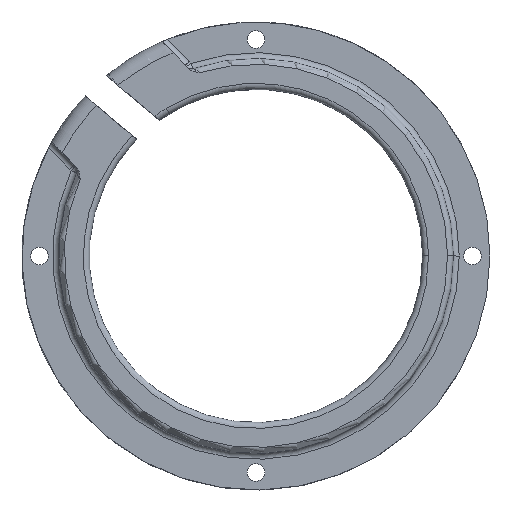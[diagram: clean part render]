
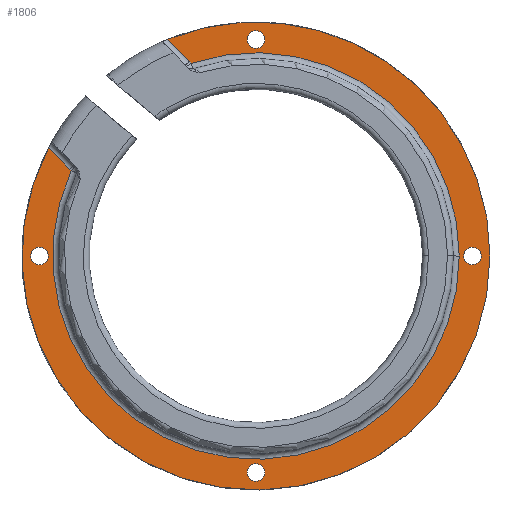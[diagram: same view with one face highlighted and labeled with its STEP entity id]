
A CAD part, top view. The second image highlights one B-rep face of the part: STEP entity #1806.
In plain terms, the highlighted planar face has unit normal (0, 0, 1).
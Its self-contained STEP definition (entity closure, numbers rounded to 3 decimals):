
#1180 = VERTEX_POINT('',#1181);
#1181 = CARTESIAN_POINT('',(-70.842,37.168,0.));
#1200 = EDGE_CURVE('',#1201,#1180,#1203,.T.);
#1201 = VERTEX_POINT('',#1202);
#1202 = CARTESIAN_POINT('',(80.,0.,0.));
#1203 = CIRCLE('',#1204,80.);
#1204 = AXIS2_PLACEMENT_3D('',#1205,#1206,#1207);
#1205 = CARTESIAN_POINT('',(0.,0.,0.));
#1206 = DIRECTION('',(0.,0.,-1.));
#1207 = DIRECTION('',(1.,0.,0.));
#1209 = EDGE_CURVE('',#1210,#1201,#1212,.T.);
#1210 = VERTEX_POINT('',#1211);
#1211 = CARTESIAN_POINT('',(-30.077,74.131,0.));
#1212 = CIRCLE('',#1213,80.);
#1213 = AXIS2_PLACEMENT_3D('',#1214,#1215,#1216);
#1214 = CARTESIAN_POINT('',(0.,0.,0.));
#1215 = DIRECTION('',(0.,0.,-1.));
#1216 = DIRECTION('',(1.,0.,0.));
#1336 = VERTEX_POINT('',#1337);
#1337 = CARTESIAN_POINT('',(-22.116,65.887,0.));
#1404 = EDGE_CURVE('',#1336,#1405,#1407,.T.);
#1405 = VERTEX_POINT('',#1406);
#1406 = CARTESIAN_POINT('',(-22.751,66.544,0.));
#1407 = ( BOUNDED_CURVE() B_SPLINE_CURVE(5,(#1408,#1409,#1410,#1411,
#1412,#1413),.UNSPECIFIED.,.F.,.F.) B_SPLINE_CURVE_WITH_KNOTS((6,6),(
31.729,32.595),.PIECEWISE_BEZIER_KNOTS.) CURVE() 
GEOMETRIC_REPRESENTATION_ITEM() RATIONAL_B_SPLINE_CURVE((1.,1.,1.,1.,1.,
1.)) REPRESENTATION_ITEM('') );
#1408 = CARTESIAN_POINT('',(-22.116,65.887,0.));
#1409 = CARTESIAN_POINT('',(-22.256,66.031,0.));
#1410 = CARTESIAN_POINT('',(-22.385,66.165,0.));
#1411 = CARTESIAN_POINT('',(-22.508,66.293,0.));
#1412 = CARTESIAN_POINT('',(-22.63,66.418,0.));
#1413 = CARTESIAN_POINT('',(-22.751,66.544,0.));
#1445 = EDGE_CURVE('',#1405,#1210,#1446,.T.);
#1446 = LINE('',#1447,#1448);
#1447 = CARTESIAN_POINT('',(-22.751,66.544,0.));
#1448 = VECTOR('',#1449,1.);
#1449 = DIRECTION('',(-0.695,0.719,0.));
#1652 = VERTEX_POINT('',#1653);
#1653 = CARTESIAN_POINT('',(-63.608,29.678,0.));
#1659 = EDGE_CURVE('',#1652,#1180,#1660,.T.);
#1660 = LINE('',#1661,#1662);
#1661 = CARTESIAN_POINT('',(-63.608,29.678,0.));
#1662 = VECTOR('',#1663,1.);
#1663 = DIRECTION('',(-0.695,0.719,0.));
#1677 = VERTEX_POINT('',#1678);
#1678 = CARTESIAN_POINT('',(-63.094,29.145,0.));
#1749 = EDGE_CURVE('',#1677,#1652,#1750,.T.);
#1750 = ( BOUNDED_CURVE() B_SPLINE_CURVE(5,(#1751,#1752,#1753,#1754,
#1755,#1756),.UNSPECIFIED.,.F.,.F.) B_SPLINE_CURVE_WITH_KNOTS((6,6),(
31.776,32.488),.PIECEWISE_BEZIER_KNOTS.) CURVE() 
GEOMETRIC_REPRESENTATION_ITEM() RATIONAL_B_SPLINE_CURVE((1.,1.,1.,1.,1.,
1.)) REPRESENTATION_ITEM('') );
#1751 = CARTESIAN_POINT('',(-63.094,29.145,0.));
#1752 = CARTESIAN_POINT('',(-63.204,29.259,0.));
#1753 = CARTESIAN_POINT('',(-63.308,29.367,0.));
#1754 = CARTESIAN_POINT('',(-63.41,29.472,0.));
#1755 = CARTESIAN_POINT('',(-63.509,29.575,0.));
#1756 = CARTESIAN_POINT('',(-63.608,29.678,0.));
#1806 = ADVANCED_FACE('',(#1807,#1831,#1842,#1853,#1864),#1875,.T.);
#1807 = FACE_BOUND('',#1808,.T.);
#1808 = EDGE_LOOP('',(#1809,#1818,#1825,#1826,#1827,#1828,#1829,#1830));
#1809 = ORIENTED_EDGE('',*,*,#1810,.F.);
#1810 = EDGE_CURVE('',#1811,#1336,#1813,.T.);
#1811 = VERTEX_POINT('',#1812);
#1812 = CARTESIAN_POINT('',(69.5,0.,0.));
#1813 = CIRCLE('',#1814,69.5);
#1814 = AXIS2_PLACEMENT_3D('',#1815,#1816,#1817);
#1815 = CARTESIAN_POINT('',(0.,0.,0.));
#1816 = DIRECTION('',(0.,0.,1.));
#1817 = DIRECTION('',(1.,0.,0.));
#1818 = ORIENTED_EDGE('',*,*,#1819,.F.);
#1819 = EDGE_CURVE('',#1677,#1811,#1820,.T.);
#1820 = CIRCLE('',#1821,69.5);
#1821 = AXIS2_PLACEMENT_3D('',#1822,#1823,#1824);
#1822 = CARTESIAN_POINT('',(0.,0.,0.));
#1823 = DIRECTION('',(0.,0.,1.));
#1824 = DIRECTION('',(-0.899,0.438,0.));
#1825 = ORIENTED_EDGE('',*,*,#1749,.T.);
#1826 = ORIENTED_EDGE('',*,*,#1659,.T.);
#1827 = ORIENTED_EDGE('',*,*,#1200,.F.);
#1828 = ORIENTED_EDGE('',*,*,#1209,.F.);
#1829 = ORIENTED_EDGE('',*,*,#1445,.F.);
#1830 = ORIENTED_EDGE('',*,*,#1404,.F.);
#1831 = FACE_BOUND('',#1832,.T.);
#1832 = EDGE_LOOP('',(#1833));
#1833 = ORIENTED_EDGE('',*,*,#1834,.F.);
#1834 = EDGE_CURVE('',#1835,#1835,#1837,.T.);
#1835 = VERTEX_POINT('',#1836);
#1836 = CARTESIAN_POINT('',(3.,-74.,0.));
#1837 = CIRCLE('',#1838,3.);
#1838 = AXIS2_PLACEMENT_3D('',#1839,#1840,#1841);
#1839 = CARTESIAN_POINT('',(0.,-74.,0.));
#1840 = DIRECTION('',(0.,0.,1.));
#1841 = DIRECTION('',(1.,0.,0.));
#1842 = FACE_BOUND('',#1843,.T.);
#1843 = EDGE_LOOP('',(#1844));
#1844 = ORIENTED_EDGE('',*,*,#1845,.F.);
#1845 = EDGE_CURVE('',#1846,#1846,#1848,.T.);
#1846 = VERTEX_POINT('',#1847);
#1847 = CARTESIAN_POINT('',(-71.,0.,0.));
#1848 = CIRCLE('',#1849,3.);
#1849 = AXIS2_PLACEMENT_3D('',#1850,#1851,#1852);
#1850 = CARTESIAN_POINT('',(-74.,0.,0.));
#1851 = DIRECTION('',(0.,0.,1.));
#1852 = DIRECTION('',(1.,0.,0.));
#1853 = FACE_BOUND('',#1854,.T.);
#1854 = EDGE_LOOP('',(#1855));
#1855 = ORIENTED_EDGE('',*,*,#1856,.F.);
#1856 = EDGE_CURVE('',#1857,#1857,#1859,.T.);
#1857 = VERTEX_POINT('',#1858);
#1858 = CARTESIAN_POINT('',(77.,0.,0.));
#1859 = CIRCLE('',#1860,3.);
#1860 = AXIS2_PLACEMENT_3D('',#1861,#1862,#1863);
#1861 = CARTESIAN_POINT('',(74.,0.,0.));
#1862 = DIRECTION('',(0.,0.,1.));
#1863 = DIRECTION('',(1.,0.,0.));
#1864 = FACE_BOUND('',#1865,.T.);
#1865 = EDGE_LOOP('',(#1866));
#1866 = ORIENTED_EDGE('',*,*,#1867,.F.);
#1867 = EDGE_CURVE('',#1868,#1868,#1870,.T.);
#1868 = VERTEX_POINT('',#1869);
#1869 = CARTESIAN_POINT('',(3.,74.,0.));
#1870 = CIRCLE('',#1871,3.);
#1871 = AXIS2_PLACEMENT_3D('',#1872,#1873,#1874);
#1872 = CARTESIAN_POINT('',(0.,74.,0.));
#1873 = DIRECTION('',(0.,0.,1.));
#1874 = DIRECTION('',(1.,0.,0.));
#1875 = PLANE('',#1876);
#1876 = AXIS2_PLACEMENT_3D('',#1877,#1878,#1879);
#1877 = CARTESIAN_POINT('',(0.,0.,0.));
#1878 = DIRECTION('',(0.,0.,1.));
#1879 = DIRECTION('',(1.,0.,0.));
